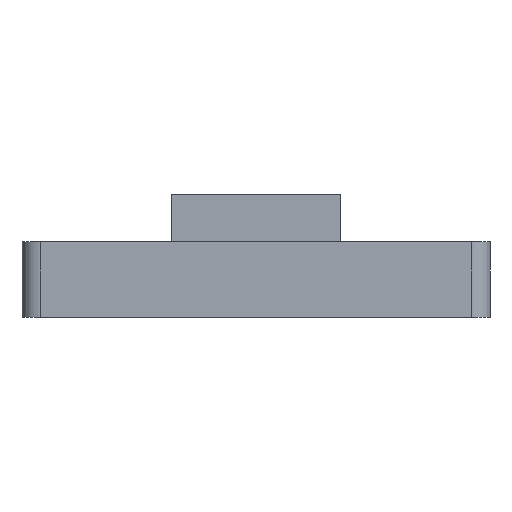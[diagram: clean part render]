
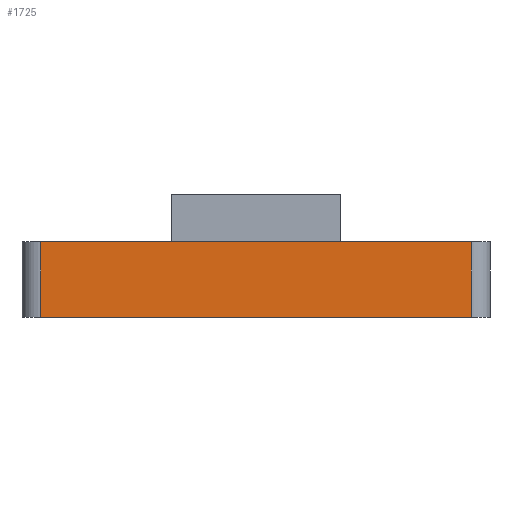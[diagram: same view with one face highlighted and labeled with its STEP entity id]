
A CAD part, left-side view. The second image highlights one B-rep face of the part: STEP entity #1725.
In plain terms, the highlighted planar face has unit normal (-1, 0, 0).
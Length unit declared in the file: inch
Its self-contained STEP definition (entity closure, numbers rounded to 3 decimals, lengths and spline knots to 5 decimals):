
#254=FACE_OUTER_BOUND('',#345,.T.);
#345=EDGE_LOOP('',(#1472,#1473,#1474,#1475));
#534=LINE('',#2902,#695);
#535=LINE('',#2906,#696);
#536=LINE('',#2908,#697);
#537=LINE('',#2909,#698);
#695=VECTOR('',#2403,0.3937);
#696=VECTOR('',#2408,0.3937);
#697=VECTOR('',#2409,0.3937);
#698=VECTOR('',#2410,0.3937);
#858=VERTEX_POINT('',#2899);
#859=VERTEX_POINT('',#2901);
#860=VERTEX_POINT('',#2905);
#861=VERTEX_POINT('',#2907);
#1097=EDGE_CURVE('',#859,#858,#534,.T.);
#1099=EDGE_CURVE('',#858,#860,#535,.T.);
#1100=EDGE_CURVE('',#861,#860,#536,.T.);
#1101=EDGE_CURVE('',#859,#861,#537,.T.);
#1472=ORIENTED_EDGE('',*,*,#1099,.T.);
#1473=ORIENTED_EDGE('',*,*,#1100,.F.);
#1474=ORIENTED_EDGE('',*,*,#1101,.F.);
#1475=ORIENTED_EDGE('',*,*,#1097,.T.);
#1637=PLANE('',#1914);
#1725=ADVANCED_FACE('',(#254),#1637,.T.);
#1914=AXIS2_PLACEMENT_3D('',#2904,#2406,#2407);
#2403=DIRECTION('',(0.,0.,-1.));
#2406=DIRECTION('center_axis',(-1.,0.,0.));
#2407=DIRECTION('ref_axis',(0.,1.,0.));
#2408=DIRECTION('',(0.,-1.,0.));
#2409=DIRECTION('',(0.,0.,-1.));
#2410=DIRECTION('',(0.,-1.,0.));
#2899=CARTESIAN_POINT('',(-0.97835,0.89961,-0.31496));
#2901=CARTESIAN_POINT('',(-0.97835,0.89961,0.));
#2902=CARTESIAN_POINT('',(-0.97835,0.89961,0.));
#2904=CARTESIAN_POINT('Origin',(-0.97835,-0.89961,0.));
#2905=CARTESIAN_POINT('',(-0.97835,-0.89961,-0.31496));
#2906=CARTESIAN_POINT('',(-0.97835,-0.4498,-0.31496));
#2907=CARTESIAN_POINT('',(-0.97835,-0.89961,0.));
#2908=CARTESIAN_POINT('',(-0.97835,-0.89961,0.));
#2909=CARTESIAN_POINT('',(-0.97835,0.89961,0.));
